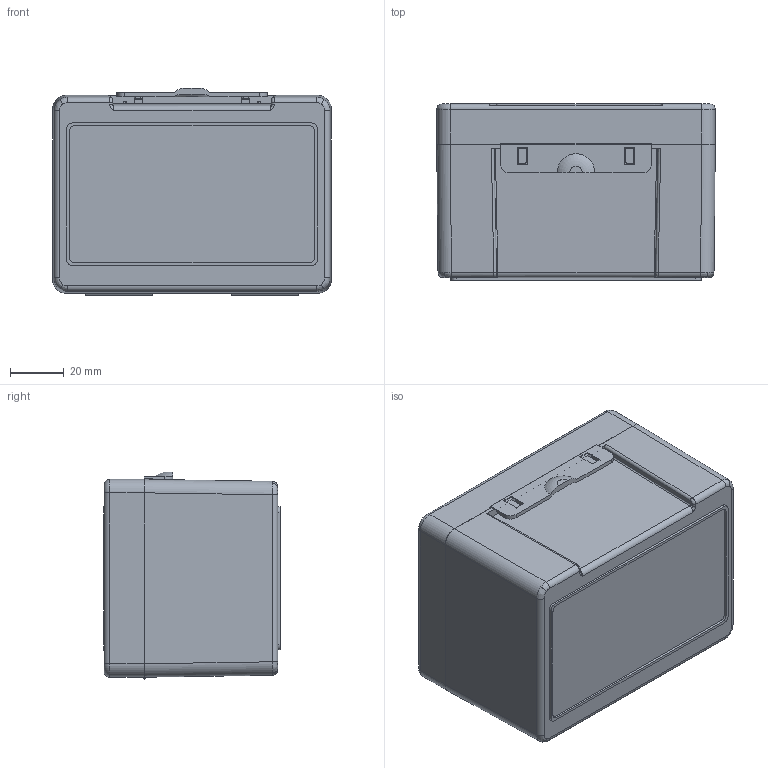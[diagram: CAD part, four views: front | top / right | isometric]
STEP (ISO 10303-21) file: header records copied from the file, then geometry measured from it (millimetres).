
FILE_DESCRIPTION (( 'STEP AP214' ), '1' );
FILE_NAME ('B121 Êîðîáêà ïëàñòèêîâàÿ, 100x70x60 ìì.STEP', '2020-04-06T13:16:37', ( '' ), ( '' ), 'SwSTEP 2.0', 'SolidWorks 2020', '' );
FILE_SCHEMA (( 'AUTOMOTIVE_DESIGN' ));
Length unit declared in the file: millimetre
Products named in the file (4): B121 Êîðîáêà ïëàñòèêîâàÿ, 100x70x60 ìì; B121 Êðûøêà; B121 青腙郷00; B121 Åìêîñòü
Assembly tree (3 placements, depth 2):
  B121 Êîðîáêà ïëàñòèêîâàÿ, 100x70x60 ìì
    B121 Åìêîñòü
    B121 Êðûøêà
    B121 青腙郷00
Bounding box: 103.5 x 65.5 x 77.2 mm (x, y, z)
Volume: 71990.9 mm3; surface area: 75016.2 mm2
Topology: 4 solids, 4 shells, 299 faces, 759 edges, 478 vertices
Faces by surface type: plane 143, cylinder 114, bspline 28, torus 10, sphere 4
Entity records: 9546 total; most frequent: CARTESIAN_POINT 2401, ORIENTED_EDGE 1506, DIRECTION 1423, EDGE_CURVE 753, AXIS2_PLACEMENT_3D 484, VERTEX_POINT 478, VECTOR 455, LINE 455
